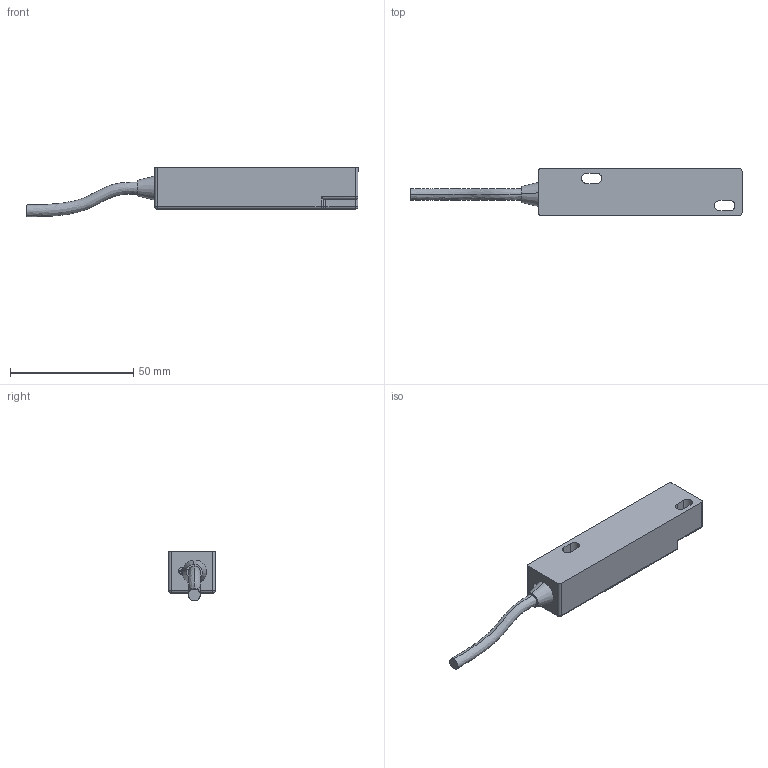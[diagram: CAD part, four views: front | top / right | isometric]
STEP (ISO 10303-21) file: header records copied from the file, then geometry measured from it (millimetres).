
FILE_DESCRIPTION (( 'STEP AP214' ), '1' );
FILE_NAME ('RSSO - Orange ABS Switch with Cable.STEP', '2019-02-08T11:28:46', ( '' ), ( '' ), 'SwSTEP 2.0', 'SolidWorks 2013', '' );
FILE_SCHEMA (( 'AUTOMOTIVE_DESIGN' ));
Length unit declared in the file: millimetre
Products named in the file (5): 102.060 (3mm flat top Red Green); 150.008 (cable 6 core); 103.018 (Grommet Short); RSSO Switch moulding; RSSO - Orange ABS Switch with Cable
Assembly tree (4 placements, depth 2):
  RSSO - Orange ABS Switch with Cable
    RSSO Switch moulding
    103.018 (Grommet Short)
    150.008 (cable 6 core)
    102.060 (3mm flat top Red Green)
Bounding box: 134.7 x 19 x 20.15 mm (x, y, z)
Volume: 25580.6 mm3; surface area: 9108.1 mm2
Topology: 4 solids, 4 shells, 127 faces, 314 edges, 191 vertices
Faces by surface type: plane 60, cylinder 50, sphere 8, torus 5, cone 2, bspline 2
Entity records: 5321 total; most frequent: CARTESIAN_POINT 882, DIRECTION 658, ORIENTED_EDGE 612, EDGE_CURVE 306, AXIS2_PLACEMENT_3D 233, LINE 192, VECTOR 192, VERTEX_POINT 191
